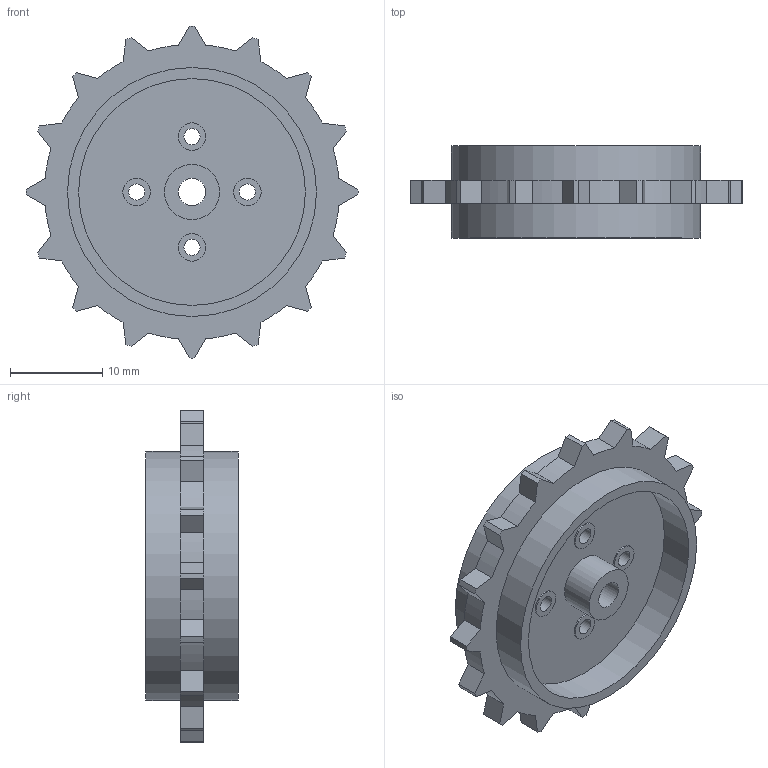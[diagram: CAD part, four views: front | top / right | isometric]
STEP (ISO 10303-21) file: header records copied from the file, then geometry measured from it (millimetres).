
FILE_DESCRIPTION(/* description */ ('STEP AP242','CAx-IF Rec.Pracs.---Representation and Presentation of Product Manufacturing Information (PMI)---4.0---2014-10-13','CAx-IF Rec.Pracs.---3D Tessellated Geometry---0.4---2014-09-14','2;1'),/* implementation_level */ '2;1');
FILE_NAME(/* name */ '62800cca5303a7665fd06b24',/* time_stamp */ '2022-05-14T20:10:51+00:00',/* author */ (''),/* organization */ (''),/* preprocessor_version */ 'ST-DEVELOPER v18.101',/* originating_system */ ' ',/* authorisation */ ' ');
FILE_SCHEMA (('AP242_MANAGED_MODEL_BASED_3D_ENGINEERING_MIM_LF { 1 0 10303 442 1 1 4 }'));
Length unit declared in the file: metre
Products named in the file (1): Belt Big Drive Wheel
Bounding box: 36 x 10 x 36 mm (x, y, z)
Volume: 2962.6 mm3; surface area: 3500.1 mm2
Topology: 1 solids, 1 shells, 100 faces, 257 edges, 173 vertices
Faces by surface type: cylinder 51, plane 48, torus 1
Full cylindrical faces by diameter (mm): 1.75 x4, 3 x9, 6 x2, 24.6 x2, 27 x2
Entity records: 2972 total; most frequent: DIRECTION 536, CARTESIAN_POINT 499, ORIENTED_EDGE 462, EDGE_CURVE 231, AXIS2_PLACEMENT_3D 204, VERTEX_POINT 167, EDGE_LOOP 144, FACE_BOUND 144
